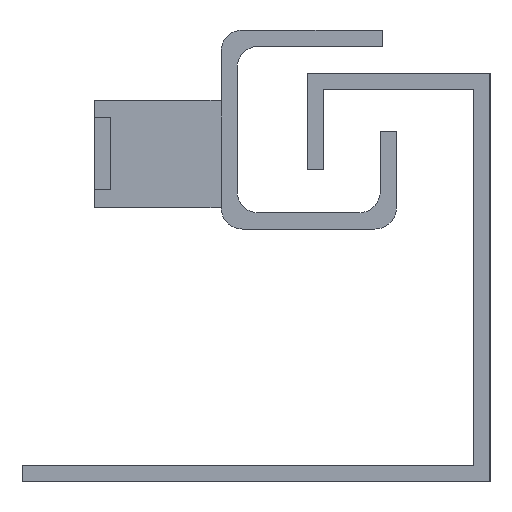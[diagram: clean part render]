
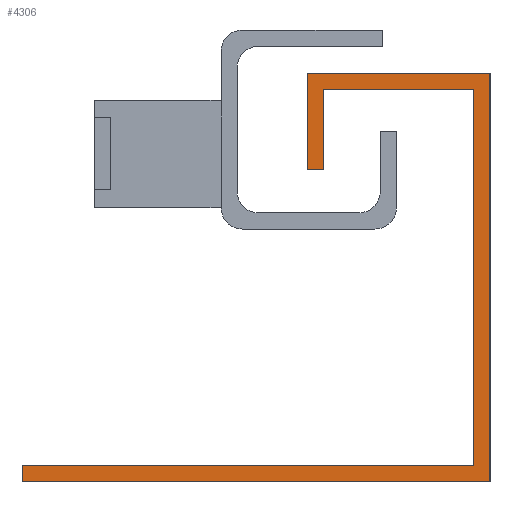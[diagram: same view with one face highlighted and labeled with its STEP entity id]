
A CAD part, left-side view. The second image highlights one B-rep face of the part: STEP entity #4306.
In plain terms, the highlighted planar face has unit normal (-1, 0, 0).
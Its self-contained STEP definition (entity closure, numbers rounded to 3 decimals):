
#131 = CARTESIAN_POINT ( 'NONE',  ( 0., 0., 38. ) ) ;
#263 = EDGE_CURVE ( 'NONE', #2294, #5134, #2856, .T. ) ;
#283 = FACE_OUTER_BOUND ( 'NONE', #3990, .T. ) ;
#316 = CARTESIAN_POINT ( 'NONE',  ( 0., 17., 29. ) ) ;
#486 = EDGE_CURVE ( 'NONE', #5660, #3790, #4446, .T. ) ;
#572 = VECTOR ( 'NONE', #2661, 1000. ) ;
#608 = EDGE_CURVE ( 'NONE', #3790, #3156, #1806, .T. ) ;
#699 = EDGE_CURVE ( 'NONE', #3842, #2150, #5214, .T. ) ;
#911 = AXIS2_PLACEMENT_3D ( 'NONE', #3633, #1201, #2716 ) ;
#966 = ORIENTED_EDGE ( 'NONE', *, *, #5836, .F. ) ;
#1101 = ORIENTED_EDGE ( 'NONE', *, *, #1998, .F. ) ;
#1142 = CARTESIAN_POINT ( 'NONE',  ( 0., 17., 38. ) ) ;
#1201 = DIRECTION ( 'NONE',  ( 1., 0., 0. ) ) ;
#1260 = ORIENTED_EDGE ( 'NONE', *, *, #1928, .F. ) ;
#1265 = ORIENTED_EDGE ( 'NONE', *, *, #699, .F. ) ;
#1320 = VECTOR ( 'NONE', #5247, 1000. ) ;
#1379 = ORIENTED_EDGE ( 'NONE', *, *, #263, .F. ) ;
#1610 = VECTOR ( 'NONE', #2944, 1000. ) ;
#1625 = VECTOR ( 'NONE', #5690, 1000. ) ;
#1711 = LINE ( 'NONE', #4687, #4714 ) ;
#1712 = ORIENTED_EDGE ( 'NONE', *, *, #3119, .F. ) ;
#1806 = LINE ( 'NONE', #3276, #2224 ) ;
#1822 = VECTOR ( 'NONE', #2627, 1000. ) ;
#1928 = EDGE_CURVE ( 'NONE', #5679, #5660, #2837, .T. ) ;
#1998 = EDGE_CURVE ( 'NONE', #2150, #2438, #2631, .T. ) ;
#2150 = VERTEX_POINT ( 'NONE', #5250 ) ;
#2203 = CARTESIAN_POINT ( 'NONE',  ( 0., 17., 38. ) ) ;
#2224 = VECTOR ( 'NONE', #6030, 1000. ) ;
#2230 = ORIENTED_EDGE ( 'NONE', *, *, #4310, .F. ) ;
#2242 = EDGE_CURVE ( 'NONE', #3156, #3842, #2250, .T. ) ;
#2250 = LINE ( 'NONE', #4265, #4517 ) ;
#2252 = CARTESIAN_POINT ( 'NONE',  ( 0., 15.5, 29. ) ) ;
#2294 = VERTEX_POINT ( 'NONE', #3492 ) ;
#2438 = VERTEX_POINT ( 'NONE', #2203 ) ;
#2527 = LINE ( 'NONE', #1142, #3415 ) ;
#2565 = CARTESIAN_POINT ( 'NONE',  ( 0., 43.5, 1.5 ) ) ;
#2627 = DIRECTION ( 'NONE',  ( 0., 0., 1. ) ) ;
#2631 = LINE ( 'NONE', #316, #572 ) ;
#2661 = DIRECTION ( 'NONE',  ( 0., 0., 1. ) ) ;
#2716 = DIRECTION ( 'NONE',  ( 0., 0., -1. ) ) ;
#2837 = LINE ( 'NONE', #4299, #4038 ) ;
#2856 = LINE ( 'NONE', #131, #1610 ) ;
#2944 = DIRECTION ( 'NONE',  ( 0., 0., -1. ) ) ;
#3119 = EDGE_CURVE ( 'NONE', #5507, #5679, #6108, .T. ) ;
#3156 = VERTEX_POINT ( 'NONE', #3269 ) ;
#3269 = CARTESIAN_POINT ( 'NONE',  ( 0., 15.5, 36.5 ) ) ;
#3276 = CARTESIAN_POINT ( 'NONE',  ( 0., 1.5, 36.5 ) ) ;
#3415 = VECTOR ( 'NONE', #4404, 1000. ) ;
#3492 = CARTESIAN_POINT ( 'NONE',  ( 0., 0., 38. ) ) ;
#3633 = CARTESIAN_POINT ( 'NONE',  ( 0., 0., 0. ) ) ;
#3790 = VERTEX_POINT ( 'NONE', #5838 ) ;
#3797 = CARTESIAN_POINT ( 'NONE',  ( 0., 43.5, 0. ) ) ;
#3842 = VERTEX_POINT ( 'NONE', #2252 ) ;
#3923 = CARTESIAN_POINT ( 'NONE',  ( 0., 0., 0. ) ) ;
#3966 = ORIENTED_EDGE ( 'NONE', *, *, #486, .F. ) ;
#3981 = CARTESIAN_POINT ( 'NONE',  ( 0., 1.5, 1.5 ) ) ;
#3990 = EDGE_LOOP ( 'NONE', ( #966, #1101, #1265, #4168, #4264, #3966, #1260, #1712, #2230, #1379 ) ) ;
#4038 = VECTOR ( 'NONE', #5661, 1000. ) ;
#4043 = CARTESIAN_POINT ( 'NONE',  ( 0., 1.5, 1.5 ) ) ;
#4166 = PLANE ( 'NONE',  #911 ) ;
#4168 = ORIENTED_EDGE ( 'NONE', *, *, #2242, .F. ) ;
#4264 = ORIENTED_EDGE ( 'NONE', *, *, #608, .F. ) ;
#4265 = CARTESIAN_POINT ( 'NONE',  ( 0., 15.5, 36.5 ) ) ;
#4299 = CARTESIAN_POINT ( 'NONE',  ( 0., 43.5, 1.5 ) ) ;
#4306 = ADVANCED_FACE ( 'NONE', ( #283 ), #4166, .F. ) ;
#4310 = EDGE_CURVE ( 'NONE', #5134, #5507, #1711, .T. ) ;
#4404 = DIRECTION ( 'NONE',  ( 0., -1., 0. ) ) ;
#4446 = LINE ( 'NONE', #4043, #1822 ) ;
#4517 = VECTOR ( 'NONE', #6150, 1000. ) ;
#4687 = CARTESIAN_POINT ( 'NONE',  ( 0., 0., 0. ) ) ;
#4714 = VECTOR ( 'NONE', #5551, 1000. ) ;
#4779 = CARTESIAN_POINT ( 'NONE',  ( 0., 15.5, 29. ) ) ;
#5134 = VERTEX_POINT ( 'NONE', #3923 ) ;
#5203 = CARTESIAN_POINT ( 'NONE',  ( 0., 43.5, 0. ) ) ;
#5214 = LINE ( 'NONE', #4779, #1320 ) ;
#5247 = DIRECTION ( 'NONE',  ( 0., 1., 0. ) ) ;
#5250 = CARTESIAN_POINT ( 'NONE',  ( 0., 17., 29. ) ) ;
#5507 = VERTEX_POINT ( 'NONE', #3797 ) ;
#5551 = DIRECTION ( 'NONE',  ( 0., 1., 0. ) ) ;
#5660 = VERTEX_POINT ( 'NONE', #3981 ) ;
#5661 = DIRECTION ( 'NONE',  ( 0., -1., 0. ) ) ;
#5679 = VERTEX_POINT ( 'NONE', #2565 ) ;
#5690 = DIRECTION ( 'NONE',  ( 0., 0., 1. ) ) ;
#5836 = EDGE_CURVE ( 'NONE', #2438, #2294, #2527, .T. ) ;
#5838 = CARTESIAN_POINT ( 'NONE',  ( 0., 1.5, 36.5 ) ) ;
#6030 = DIRECTION ( 'NONE',  ( 0., 1., 0. ) ) ;
#6108 = LINE ( 'NONE', #5203, #1625 ) ;
#6150 = DIRECTION ( 'NONE',  ( 0., 0., -1. ) ) ;
